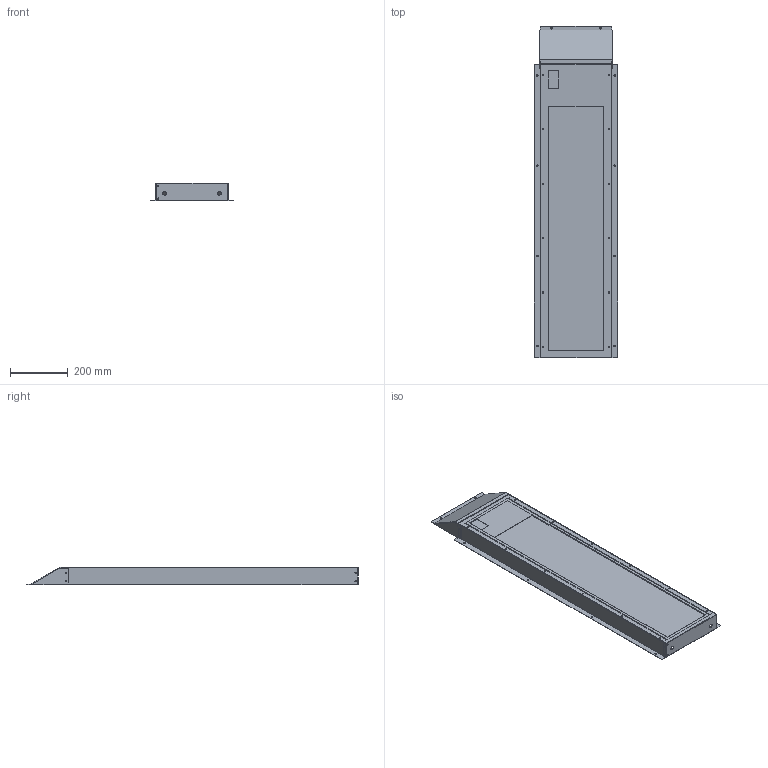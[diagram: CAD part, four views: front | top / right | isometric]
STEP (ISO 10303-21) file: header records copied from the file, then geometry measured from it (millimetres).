
FILE_DESCRIPTION (( 'STEP AP203' ), '1' );
FILE_NAME ('46005_LED_Leuchte_WAL_senkrecht.STEP', '2023-05-15T13:22:28', ( '' ), ( '' ), 'SwSTEP 2.0', 'SolidWorks 2019', '' );
FILE_SCHEMA (( 'CONFIG_CONTROL_DESIGN' ));
Length unit declared in the file: millimetre
Products named in the file (1): 46005_LED_Leuchte_WAL_senkrecht
Bounding box: 290 x 1153.83 x 59.75 mm (x, y, z)
Surface area: 1999175.1 mm2 (no closed solid volume)
Topology: 0 solids, 15 shells, 3249 faces, 8559 edges, 5510 vertices
Faces by surface type: plane 1990, cylinder 844, bspline 267, cone 120, torus 20, sphere 8
Entity records: 116306 total; most frequent: CARTESIAN_POINT 37800, ORIENTED_EDGE 17018, DIRECTION 14928, EDGE_CURVE 8547, VECTOR 5744, LINE 5744, VERTEX_POINT 5510, AXIS2_PLACEMENT_3D 4592
